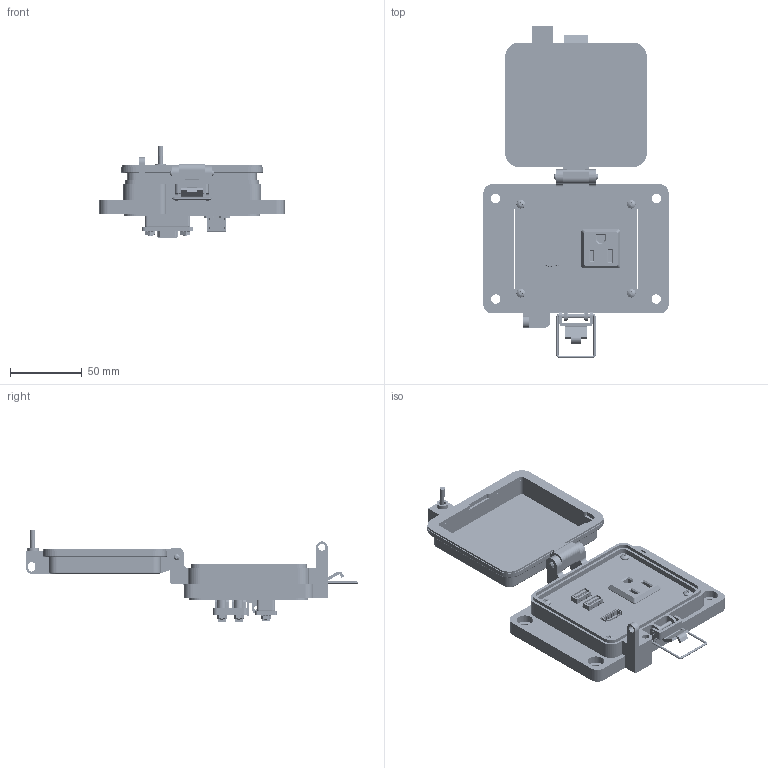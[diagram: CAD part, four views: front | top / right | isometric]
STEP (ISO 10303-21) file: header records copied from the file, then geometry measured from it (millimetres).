
FILE_DESCRIPTION (( 'STEP AP203' ), '1' );
FILE_NAME ('P-P22#2P38-K4R0_3D.STEP', '2023-03-08T18:46:25', ( '' ), ( '' ), 'SwSTEP 2.0', 'SolidWorks 2021', '' );
FILE_SCHEMA (( 'CONFIG_CONTROL_DESIGN' ));
Length unit declared in the file: millimetre
Products named in the file (17): P22; P-P22#2P38-K4R0_FP060_1; Z-300-USB-A-FF; 92005A124_METRIC PAN HEAD PHILLIPS MACHINE SCREW_92005A124; P-P22#2P38-K4R0_TP180_1; Z-200-OTLT-R0SQ; Z-300-HDMI-FF; P-P22#2P38-K4R0_BP180_1; Z-H-K4_B; P38; -K4; Z-002-4401_4HN_90675A005; P-P22#2P38-K4R0_3D; R; P-P22P38R62-H3RX_TP120_3; Z-001-SPR_3_4; Z-000-44011_4FH_90273A117
Assembly tree (33 placements, depth 3):
  P-P22#2P38-K4R0_3D
    -K4
      Z-H-K4_B
    P-P22#2P38-K4R0_BP180_1
    P-P22#2P38-K4R0_FP060_1
    P-P22#2P38-K4R0_TP180_1
    P22  x2
      Z-300-USB-A-FF
    Z-000-44011_4FH_90273A117  x6
    Z-001-SPR_3_4  x4
    Z-002-4401_4HN_90675A005  x6
    P38
      Z-300-HDMI-FF
    P-P22P38R62-H3RX_TP120_3
    R
      Z-200-OTLT-R0SQ
    92005A124_METRIC PAN HEAD PHILLIPS MACHINE SCREW_92005A124  x4
Bounding box: 129 x 231.28 x 64.45 mm (x, y, z)
Volume: 191070.9 mm3; surface area: 125510.7 mm2
Topology: 38 solids, 38 shells, 4928 faces, 13966 edges, 9152 vertices
Faces by surface type: cylinder 2335, plane 1986, cone 299, bspline 228, torus 40, sphere 40
Entity records: 88886 total; most frequent: CARTESIAN_POINT 25182, ORIENTED_EDGE 13686, DIRECTION 11739, EDGE_CURVE 6843, LINE 4797, VECTOR 4797, VERTEX_POINT 4467, AXIS2_PLACEMENT_3D 3471
